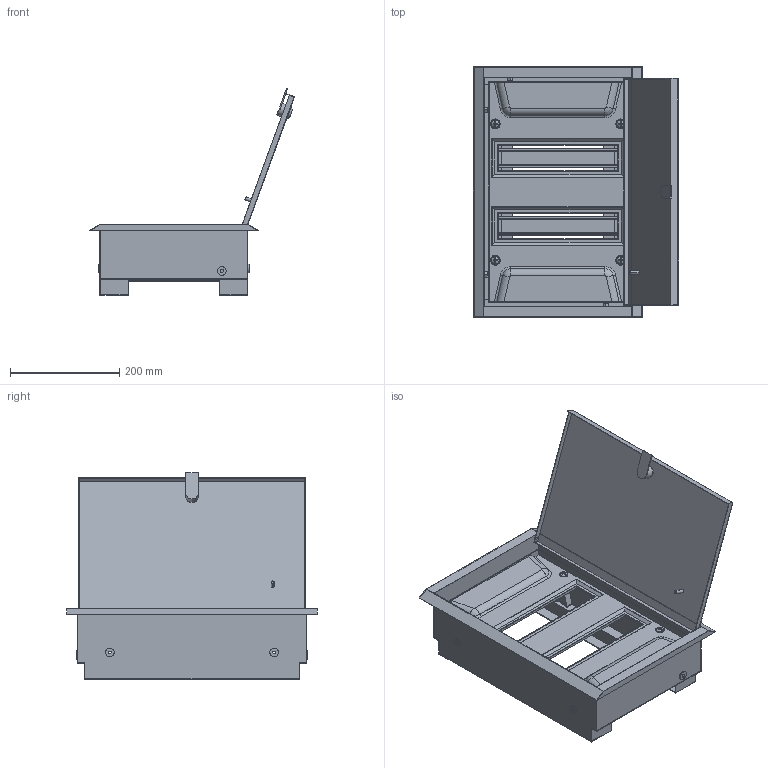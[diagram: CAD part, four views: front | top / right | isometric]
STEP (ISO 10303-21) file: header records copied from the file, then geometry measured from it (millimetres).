
FILE_DESCRIPTION (( 'STEP AP214' ), '1' );
FILE_NAME ('ShRV_24_PRO.STEP', '2016-09-23T09:26:39', ( 'user' ), ( '' ), 'SwSTEP 2.0', 'SolidWorks 2014', '' );
FILE_SCHEMA (( 'AUTOMOTIVE_DESIGN' ));
Length unit declared in the file: millimetre
Products named in the file (11): Dver_PRO_24; SC GOST 17473_gost_‚¨­â A.M5x10 ƒŽ‘’ 17473-80; ShRV_24_PRO; Panel_24; Panel_ShRN-24; Support; Stoika pan; DIN-Reika_12 ｬｮ､罩･ｩ; Obolochka_PRO_PRO-24; Klipsa; Stoika Shin_‘â®©ª  ¤«ï è¨­
Assembly tree (22 placements, depth 3):
  ShRV_24_PRO
    Obolochka_PRO_PRO-24
    Dver_PRO_24
    DIN-Reika_12 ｬｮ､罩･ｩ  x2
    Panel_24
      Panel_ShRN-24
      Klipsa  x4
      Stoika pan  x4
    SC GOST 17473_gost_‚¨­â A.M5x10 ƒŽ‘’ 17473-80  x4
    Stoika Shin_‘â®©ª  ¤«ï è¨­  x2
    Support  x2
Bounding box: 376.2 x 460 x 379.62 mm (x, y, z)
Volume: 701029.7 mm3; surface area: 1229655.7 mm2
Topology: 27 solids, 27 shells, 1558 faces, 4002 edges, 2512 vertices
Faces by surface type: plane 874, cylinder 362, bspline 146, torus 84, sphere 48, cone 44
Entity records: 27759 total; most frequent: CARTESIAN_POINT 5975, ORIENTED_EDGE 4446, DIRECTION 4308, EDGE_CURVE 2223, LINE 1524, VECTOR 1524, VERTEX_POINT 1433, AXIS2_PLACEMENT_3D 1392
